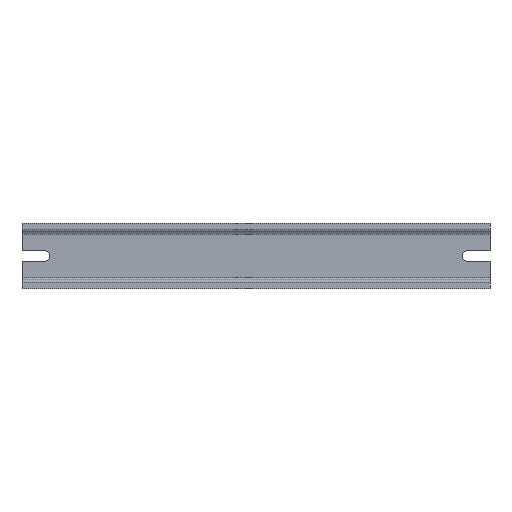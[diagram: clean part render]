
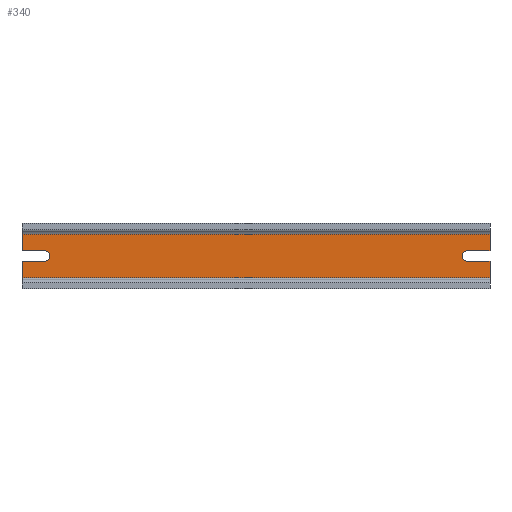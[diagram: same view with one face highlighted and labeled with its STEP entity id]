
A CAD part, top view. The second image highlights one B-rep face of the part: STEP entity #340.
In plain terms, the highlighted planar face has unit normal (0, 0, 1).
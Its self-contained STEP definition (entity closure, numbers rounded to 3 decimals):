
#54=AXIS2_PLACEMENT_3D('Circle Axis2P3D',#52,#53,$) ;
#205=AXIS2_PLACEMENT_3D('Circle Axis2P3D',#203,#204,$) ;
#219=AXIS2_PLACEMENT_3D('Plane Axis2P3D',#216,#217,#218) ;
#49=CARTESIAN_POINT('Vertex',(236.,17.5,1.)) ;
#52=CARTESIAN_POINT('Axis2P3D Location',(238.75,17.5,1.)) ;
#56=CARTESIAN_POINT('Vertex',(238.75,14.75,1.)) ;
#200=CARTESIAN_POINT('Vertex',(238.75,20.25,1.)) ;
#203=CARTESIAN_POINT('Axis2P3D Location',(238.75,17.5,1.)) ;
#216=CARTESIAN_POINT('Axis2P3D Location',(0.,29.2,1.)) ;
#221=CARTESIAN_POINT('Line Origine',(0.,24.725,1.)) ;
#225=CARTESIAN_POINT('Vertex',(0.,20.25,1.)) ;
#227=CARTESIAN_POINT('Vertex',(0.,29.2,1.)) ;
#230=CARTESIAN_POINT('Line Origine',(6.125,20.25,1.)) ;
#234=CARTESIAN_POINT('Vertex',(12.25,20.25,1.)) ;
#238=CARTESIAN_POINT('Control Point',(15.,17.5,1.)) ;
#239=CARTESIAN_POINT('Control Point',(15.,17.611,1.)) ;
#240=CARTESIAN_POINT('Control Point',(14.994,17.722,1.)) ;
#241=CARTESIAN_POINT('Control Point',(14.983,17.832,1.)) ;
#242=CARTESIAN_POINT('Control Point',(14.917,18.264,1.)) ;
#243=CARTESIAN_POINT('Control Point',(14.767,18.678,1.)) ;
#244=CARTESIAN_POINT('Control Point',(14.61,18.968,1.)) ;
#245=CARTESIAN_POINT('Control Point',(14.214,19.493,1.)) ;
#246=CARTESIAN_POINT('Control Point',(13.684,19.881,1.)) ;
#247=CARTESIAN_POINT('Control Point',(13.392,20.034,1.)) ;
#248=CARTESIAN_POINT('Control Point',(12.983,20.175,1.)) ;
#249=CARTESIAN_POINT('Control Point',(12.559,20.236,1.)) ;
#250=CARTESIAN_POINT('Control Point',(12.456,20.245,1.)) ;
#251=CARTESIAN_POINT('Control Point',(12.353,20.25,1.)) ;
#252=CARTESIAN_POINT('Control Point',(12.25,20.25,1.)) ;
#253=CARTESIAN_POINT('Vertex',(15.,17.5,1.)) ;
#257=CARTESIAN_POINT('Control Point',(12.25,14.75,1.)) ;
#258=CARTESIAN_POINT('Control Point',(12.575,14.75,1.)) ;
#259=CARTESIAN_POINT('Control Point',(12.9,14.798,1.)) ;
#260=CARTESIAN_POINT('Control Point',(13.215,14.894,1.)) ;
#261=CARTESIAN_POINT('Control Point',(13.809,15.176,1.)) ;
#262=CARTESIAN_POINT('Control Point',(14.295,15.618,1.)) ;
#263=CARTESIAN_POINT('Control Point',(14.503,15.874,1.)) ;
#264=CARTESIAN_POINT('Control Point',(14.782,16.342,1.)) ;
#265=CARTESIAN_POINT('Control Point',(14.938,16.861,1.)) ;
#266=CARTESIAN_POINT('Control Point',(14.979,17.072,1.)) ;
#267=CARTESIAN_POINT('Control Point',(15.,17.286,1.)) ;
#268=CARTESIAN_POINT('Control Point',(15.,17.5,1.)) ;
#269=CARTESIAN_POINT('Vertex',(12.25,14.75,1.)) ;
#272=CARTESIAN_POINT('Line Origine',(6.125,14.75,1.)) ;
#276=CARTESIAN_POINT('Vertex',(0.,14.75,1.)) ;
#279=CARTESIAN_POINT('Line Origine',(0.,10.275,1.)) ;
#283=CARTESIAN_POINT('Vertex',(0.,5.8,1.)) ;
#286=CARTESIAN_POINT('Line Origine',(125.5,5.8,1.)) ;
#290=CARTESIAN_POINT('Vertex',(251.,5.8,1.)) ;
#293=CARTESIAN_POINT('Line Origine',(251.,10.275,1.)) ;
#297=CARTESIAN_POINT('Vertex',(251.,14.75,1.)) ;
#300=CARTESIAN_POINT('Line Origine',(244.875,14.75,1.)) ;
#305=CARTESIAN_POINT('Line Origine',(244.875,20.25,1.)) ;
#309=CARTESIAN_POINT('Vertex',(251.,20.25,1.)) ;
#312=CARTESIAN_POINT('Line Origine',(251.,24.725,1.)) ;
#316=CARTESIAN_POINT('Vertex',(251.,29.2,1.)) ;
#319=CARTESIAN_POINT('Line Origine',(125.5,29.2,1.)) ;
#53=DIRECTION('Axis2P3D Direction',(0.,0.,1.)) ;
#204=DIRECTION('Axis2P3D Direction',(0.,0.,1.)) ;
#217=DIRECTION('Axis2P3D Direction',(0.,0.,-1.)) ;
#218=DIRECTION('Axis2P3D XDirection',(1.,0.,0.)) ;
#222=DIRECTION('Vector Direction',(0.,1.,0.)) ;
#231=DIRECTION('Vector Direction',(-1.,0.,0.)) ;
#273=DIRECTION('Vector Direction',(1.,0.,0.)) ;
#280=DIRECTION('Vector Direction',(0.,1.,0.)) ;
#287=DIRECTION('Vector Direction',(1.,0.,0.)) ;
#294=DIRECTION('Vector Direction',(0.,1.,0.)) ;
#301=DIRECTION('Vector Direction',(1.,0.,0.)) ;
#306=DIRECTION('Vector Direction',(-1.,0.,0.)) ;
#313=DIRECTION('Vector Direction',(0.,1.,0.)) ;
#320=DIRECTION('Vector Direction',(1.,0.,0.)) ;
#223=VECTOR('Line Direction',#222,1.) ;
#232=VECTOR('Line Direction',#231,1.) ;
#274=VECTOR('Line Direction',#273,1.) ;
#281=VECTOR('Line Direction',#280,1.) ;
#288=VECTOR('Line Direction',#287,1.) ;
#295=VECTOR('Line Direction',#294,1.) ;
#302=VECTOR('Line Direction',#301,1.) ;
#307=VECTOR('Line Direction',#306,1.) ;
#314=VECTOR('Line Direction',#313,1.) ;
#321=VECTOR('Line Direction',#320,1.) ;
#325=ORIENTED_EDGE('',*,*,#229,.F.) ;
#326=ORIENTED_EDGE('',*,*,#236,.F.) ;
#327=ORIENTED_EDGE('',*,*,#255,.F.) ;
#328=ORIENTED_EDGE('',*,*,#271,.F.) ;
#329=ORIENTED_EDGE('',*,*,#278,.F.) ;
#330=ORIENTED_EDGE('',*,*,#285,.F.) ;
#331=ORIENTED_EDGE('',*,*,#292,.T.) ;
#332=ORIENTED_EDGE('',*,*,#299,.T.) ;
#333=ORIENTED_EDGE('',*,*,#304,.F.) ;
#334=ORIENTED_EDGE('',*,*,#58,.F.) ;
#335=ORIENTED_EDGE('',*,*,#207,.F.) ;
#336=ORIENTED_EDGE('',*,*,#311,.F.) ;
#337=ORIENTED_EDGE('',*,*,#318,.T.) ;
#338=ORIENTED_EDGE('',*,*,#323,.F.) ;
#340=ADVANCED_FACE('TS 35 Master-1-solid1',(#339),#220,.F.) ;
#237=B_SPLINE_CURVE_WITH_KNOTS('',5,(#238,#239,#240,#241,#242,#243,#244,#245,#246,#247,#248,#249,#250,#251,#252),.UNSPECIFIED.,.F.,.U.,(6,3,3,3,6),(6.109,6.893,9.191,11.489,12.217),.UNSPECIFIED.) ;
#256=B_SPLINE_CURVE_WITH_KNOTS('',5,(#257,#258,#259,#260,#261,#262,#263,#264,#265,#266,#267,#268),.UNSPECIFIED.,.F.,.U.,(6,3,3,6),(0.,2.298,4.596,6.109),.UNSPECIFIED.) ;
#55=CIRCLE('generated circle',#54,2.75) ;
#206=CIRCLE('generated circle',#205,2.75) ;
#58=EDGE_CURVE('',#50,#57,#55,.T.) ;
#207=EDGE_CURVE('',#201,#50,#206,.T.) ;
#229=EDGE_CURVE('',#226,#228,#224,.T.) ;
#236=EDGE_CURVE('',#235,#226,#233,.T.) ;
#255=EDGE_CURVE('',#254,#235,#237,.T.) ;
#271=EDGE_CURVE('',#270,#254,#256,.T.) ;
#278=EDGE_CURVE('',#277,#270,#275,.T.) ;
#285=EDGE_CURVE('',#284,#277,#282,.T.) ;
#292=EDGE_CURVE('',#284,#291,#289,.T.) ;
#299=EDGE_CURVE('',#291,#298,#296,.T.) ;
#304=EDGE_CURVE('',#57,#298,#303,.T.) ;
#311=EDGE_CURVE('',#310,#201,#308,.T.) ;
#318=EDGE_CURVE('',#310,#317,#315,.T.) ;
#323=EDGE_CURVE('',#228,#317,#322,.T.) ;
#324=EDGE_LOOP('',(#325,#326,#327,#328,#329,#330,#331,#332,#333,#334,#335,#336,#337,#338)) ;
#339=FACE_OUTER_BOUND('',#324,.T.) ;
#224=LINE('Line',#221,#223) ;
#233=LINE('Line',#230,#232) ;
#275=LINE('Line',#272,#274) ;
#282=LINE('Line',#279,#281) ;
#289=LINE('Line',#286,#288) ;
#296=LINE('Line',#293,#295) ;
#303=LINE('Line',#300,#302) ;
#308=LINE('Line',#305,#307) ;
#315=LINE('Line',#312,#314) ;
#322=LINE('Line',#319,#321) ;
#220=PLANE('',#219) ;
#50=VERTEX_POINT('',#49) ;
#57=VERTEX_POINT('',#56) ;
#201=VERTEX_POINT('',#200) ;
#226=VERTEX_POINT('',#225) ;
#228=VERTEX_POINT('',#227) ;
#235=VERTEX_POINT('',#234) ;
#254=VERTEX_POINT('',#253) ;
#270=VERTEX_POINT('',#269) ;
#277=VERTEX_POINT('',#276) ;
#284=VERTEX_POINT('',#283) ;
#291=VERTEX_POINT('',#290) ;
#298=VERTEX_POINT('',#297) ;
#310=VERTEX_POINT('',#309) ;
#317=VERTEX_POINT('',#316) ;
